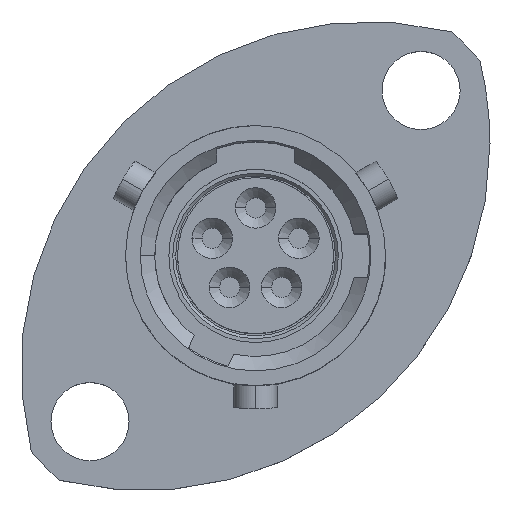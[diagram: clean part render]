
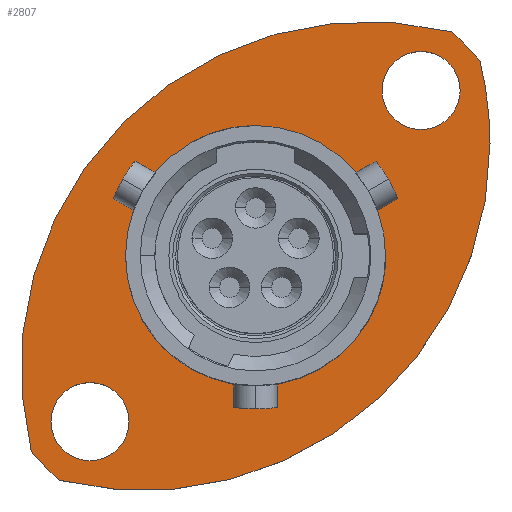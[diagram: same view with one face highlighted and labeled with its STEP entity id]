
A CAD part, top view. The second image highlights one B-rep face of the part: STEP entity #2807.
In plain terms, the highlighted planar face has unit normal (0, 0, 1).
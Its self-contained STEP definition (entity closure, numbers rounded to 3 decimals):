
#22 = DIRECTION ( 'NONE',  ( 0., 0., 1. ) ) ;
#57 = ORIENTED_EDGE ( 'NONE', *, *, #7341, .F. ) ;
#73 = EDGE_CURVE ( 'NONE', #4190, #6752, #3142, .T. ) ;
#157 = DIRECTION ( 'NONE',  ( 1., 0., 0. ) ) ;
#414 = DIRECTION ( 'NONE',  ( 0., 0., -1. ) ) ;
#499 = CIRCLE ( 'NONE', #9399, 1.35 ) ;
#650 = CARTESIAN_POINT ( 'NONE',  ( 0., 0., -9. ) ) ;
#798 = CARTESIAN_POINT ( 'NONE',  ( 4.5, 0., -9. ) ) ;
#889 = CIRCLE ( 'NONE', #10695, 1.35 ) ;
#980 = EDGE_CURVE ( 'NONE', #8607, #1489, #4486, .T. ) ;
#1015 = DIRECTION ( 'NONE',  ( 1., 0., 0. ) ) ;
#1093 = EDGE_CURVE ( 'NONE', #2967, #7999, #10812, .T. ) ;
#1154 = ORIENTED_EDGE ( 'NONE', *, *, #4166, .F. ) ;
#1293 = CARTESIAN_POINT ( 'NONE',  ( 7.078, 5.728, -9. ) ) ;
#1434 = CARTESIAN_POINT ( 'NONE',  ( 0., 0., -9. ) ) ;
#1489 = VERTEX_POINT ( 'NONE', #3446 ) ;
#1646 = VERTEX_POINT ( 'NONE', #798 ) ;
#1867 = CARTESIAN_POINT ( 'NONE',  ( 3.889, -3.889, -9. ) ) ;
#2328 = VERTEX_POINT ( 'NONE', #7293 ) ;
#2396 = CARTESIAN_POINT ( 'NONE',  ( 5.728, 5.728, -9. ) ) ;
#2600 = CARTESIAN_POINT ( 'NONE',  ( -7.078, -5.728, -9. ) ) ;
#2651 = CIRCLE ( 'NONE', #3670, 4.5 ) ;
#2807 = ADVANCED_FACE ( 'NONE', ( #6604, #5758, #4383, #2849 ), #7067, .F. ) ;
#2849 = FACE_OUTER_BOUND ( 'NONE', #3363, .T. ) ;
#2967 = VERTEX_POINT ( 'NONE', #12831 ) ;
#3090 = AXIS2_PLACEMENT_3D ( 'NONE', #8730, #6508, #11998 ) ;
#3142 = CIRCLE ( 'NONE', #10735, 10.3 ) ;
#3352 = VERTEX_POINT ( 'NONE', #1293 ) ;
#3363 = EDGE_LOOP ( 'NONE', ( #7926, #6077, #11034, #12275, #1154 ) ) ;
#3396 = DIRECTION ( 'NONE',  ( 0., 0., 1. ) ) ;
#3446 = CARTESIAN_POINT ( 'NONE',  ( 8.111, 3.889, -9. ) ) ;
#3670 = AXIS2_PLACEMENT_3D ( 'NONE', #650, #8169, #3895 ) ;
#3757 = CARTESIAN_POINT ( 'NONE',  ( 5.728, 5.728, -9. ) ) ;
#3895 = DIRECTION ( 'NONE',  ( 1., 0., 0. ) ) ;
#4117 = EDGE_CURVE ( 'NONE', #7041, #1646, #2651, .T. ) ;
#4166 = EDGE_CURVE ( 'NONE', #4190, #9533, #7944, .T. ) ;
#4190 = VERTEX_POINT ( 'NONE', #9384 ) ;
#4273 = CARTESIAN_POINT ( 'NONE',  ( -5.728, -5.728, -9. ) ) ;
#4359 = ORIENTED_EDGE ( 'NONE', *, *, #4117, .F. ) ;
#4383 = FACE_BOUND ( 'NONE', #4864, .T. ) ;
#4486 = CIRCLE ( 'NONE', #8814, 12. ) ;
#4566 = CARTESIAN_POINT ( 'NONE',  ( -3.889, 3.889, -9. ) ) ;
#4713 = ORIENTED_EDGE ( 'NONE', *, *, #8233, .F. ) ;
#4864 = EDGE_LOOP ( 'NONE', ( #12985, #4359 ) ) ;
#5403 = AXIS2_PLACEMENT_3D ( 'NONE', #1867, #12697, #9478 ) ;
#5421 = ORIENTED_EDGE ( 'NONE', *, *, #1093, .F. ) ;
#5689 = CARTESIAN_POINT ( 'NONE',  ( 7.759, 6.774, -9. ) ) ;
#5758 = FACE_BOUND ( 'NONE', #8230, .T. ) ;
#5906 = DIRECTION ( 'NONE',  ( 0., 0., 1. ) ) ;
#5936 = DIRECTION ( 'NONE',  ( 0., 0., 1. ) ) ;
#6077 = ORIENTED_EDGE ( 'NONE', *, *, #12367, .F. ) ;
#6208 = CARTESIAN_POINT ( 'NONE',  ( -4.5, 0., -9. ) ) ;
#6508 = DIRECTION ( 'NONE',  ( 0., 0., -1. ) ) ;
#6600 = CIRCLE ( 'NONE', #10947, 1.35 ) ;
#6604 = FACE_BOUND ( 'NONE', #9302, .T. ) ;
#6606 = EDGE_CURVE ( 'NONE', #8607, #9533, #7727, .T. ) ;
#6742 = EDGE_CURVE ( 'NONE', #1646, #7041, #9106, .T. ) ;
#6752 = VERTEX_POINT ( 'NONE', #8637 ) ;
#7041 = VERTEX_POINT ( 'NONE', #6208 ) ;
#7067 = PLANE ( 'NONE',  #7855 ) ;
#7293 = CARTESIAN_POINT ( 'NONE',  ( 4.378, 5.728, -9. ) ) ;
#7341 = EDGE_CURVE ( 'NONE', #3352, #2328, #889, .T. ) ;
#7727 = CIRCLE ( 'NONE', #12972, 10.3 ) ;
#7855 = AXIS2_PLACEMENT_3D ( 'NONE', #9613, #8449, #9561 ) ;
#7926 = ORIENTED_EDGE ( 'NONE', *, *, #73, .T. ) ;
#7944 = CIRCLE ( 'NONE', #5403, 12. ) ;
#7999 = VERTEX_POINT ( 'NONE', #2600 ) ;
#8004 = DIRECTION ( 'NONE',  ( 0., 0., 1. ) ) ;
#8024 = DIRECTION ( 'NONE',  ( 1., 0., 0. ) ) ;
#8079 = DIRECTION ( 'NONE',  ( 1., 0., 0. ) ) ;
#8149 = DIRECTION ( 'NONE',  ( 0., 0., 1. ) ) ;
#8169 = DIRECTION ( 'NONE',  ( 0., 0., 1. ) ) ;
#8230 = EDGE_LOOP ( 'NONE', ( #57, #9291 ) ) ;
#8233 = EDGE_CURVE ( 'NONE', #7999, #2967, #499, .T. ) ;
#8292 = CARTESIAN_POINT ( 'NONE',  ( 0., 0., -9. ) ) ;
#8449 = DIRECTION ( 'NONE',  ( 0., 0., -1. ) ) ;
#8555 = CIRCLE ( 'NONE', #3090, 12. ) ;
#8607 = VERTEX_POINT ( 'NONE', #5689 ) ;
#8616 = CARTESIAN_POINT ( 'NONE',  ( 6.774, 7.759, -9. ) ) ;
#8637 = CARTESIAN_POINT ( 'NONE',  ( -6.774, -7.759, -9. ) ) ;
#8730 = CARTESIAN_POINT ( 'NONE',  ( -3.889, 3.889, -9. ) ) ;
#8814 = AXIS2_PLACEMENT_3D ( 'NONE', #4566, #414, #13407 ) ;
#9106 = CIRCLE ( 'NONE', #12431, 4.5 ) ;
#9291 = ORIENTED_EDGE ( 'NONE', *, *, #11167, .F. ) ;
#9302 = EDGE_LOOP ( 'NONE', ( #5421, #4713 ) ) ;
#9384 = CARTESIAN_POINT ( 'NONE',  ( -7.759, -6.774, -9. ) ) ;
#9399 = AXIS2_PLACEMENT_3D ( 'NONE', #4273, #22, #1015 ) ;
#9478 = DIRECTION ( 'NONE',  ( 1., 0., 0. ) ) ;
#9533 = VERTEX_POINT ( 'NONE', #8616 ) ;
#9561 = DIRECTION ( 'NONE',  ( -1., 0., 0. ) ) ;
#9613 = CARTESIAN_POINT ( 'NONE',  ( 0., 4.5, -9. ) ) ;
#10172 = DIRECTION ( 'NONE',  ( 1., 0., 0. ) ) ;
#10301 = CARTESIAN_POINT ( 'NONE',  ( -5.728, -5.728, -9. ) ) ;
#10461 = DIRECTION ( 'NONE',  ( 1., 0., 0. ) ) ;
#10695 = AXIS2_PLACEMENT_3D ( 'NONE', #2396, #12247, #10172 ) ;
#10735 = AXIS2_PLACEMENT_3D ( 'NONE', #1434, #8004, #10461 ) ;
#10812 = CIRCLE ( 'NONE', #11948, 1.35 ) ;
#10947 = AXIS2_PLACEMENT_3D ( 'NONE', #3757, #5906, #8079 ) ;
#11034 = ORIENTED_EDGE ( 'NONE', *, *, #980, .F. ) ;
#11167 = EDGE_CURVE ( 'NONE', #2328, #3352, #6600, .T. ) ;
#11531 = DIRECTION ( 'NONE',  ( 1., 0., 0. ) ) ;
#11916 = CARTESIAN_POINT ( 'NONE',  ( 0., 0., -9. ) ) ;
#11948 = AXIS2_PLACEMENT_3D ( 'NONE', #10301, #5936, #8024 ) ;
#11998 = DIRECTION ( 'NONE',  ( 1., 0., 0. ) ) ;
#12247 = DIRECTION ( 'NONE',  ( 0., 0., 1. ) ) ;
#12275 = ORIENTED_EDGE ( 'NONE', *, *, #6606, .T. ) ;
#12367 = EDGE_CURVE ( 'NONE', #1489, #6752, #8555, .T. ) ;
#12431 = AXIS2_PLACEMENT_3D ( 'NONE', #11916, #3396, #157 ) ;
#12697 = DIRECTION ( 'NONE',  ( 0., 0., -1. ) ) ;
#12831 = CARTESIAN_POINT ( 'NONE',  ( -4.378, -5.728, -9. ) ) ;
#12972 = AXIS2_PLACEMENT_3D ( 'NONE', #8292, #8149, #11531 ) ;
#12985 = ORIENTED_EDGE ( 'NONE', *, *, #6742, .F. ) ;
#13407 = DIRECTION ( 'NONE',  ( 1., 0., 0. ) ) ;
